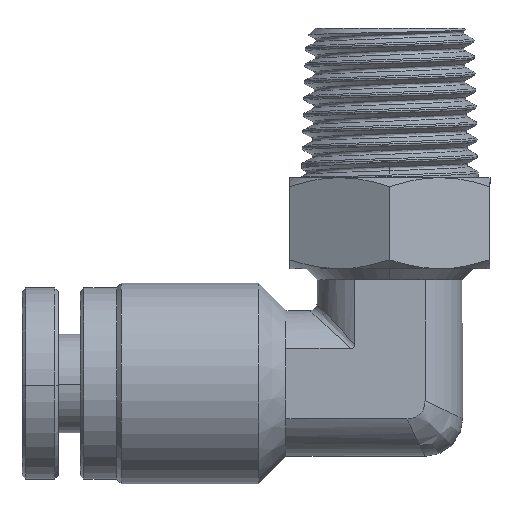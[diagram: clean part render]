
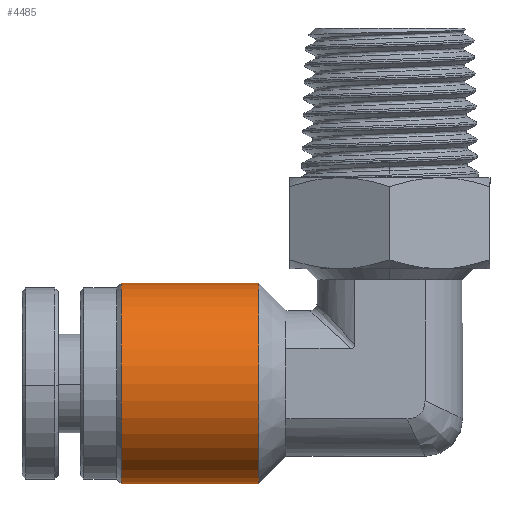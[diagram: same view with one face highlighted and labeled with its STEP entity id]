
A CAD part, left-side view. The second image highlights one B-rep face of the part: STEP entity #4485.
In plain terms, the highlighted cylindrical face has radius 5.5 mm (diameter 11 mm), a partial arc.
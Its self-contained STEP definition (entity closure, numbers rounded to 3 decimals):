
#86 = VERTEX_POINT ( 'NONE', #25582 ) ;
#291 = VERTEX_POINT ( 'NONE', #11300 ) ;
#938 = DIRECTION ( 'NONE',  ( 0., 0., 1. ) ) ;
#1476 = DIRECTION ( 'NONE',  ( 0., -1., 0. ) ) ;
#2209 = DIRECTION ( 'NONE',  ( 0., -1., 0. ) ) ;
#3383 = ORIENTED_EDGE ( 'NONE', *, *, #17817, .T. ) ;
#3925 = ORIENTED_EDGE ( 'NONE', *, *, #18689, .F. ) ;
#4349 = CIRCLE ( 'NONE', #5208, 5.5 ) ;
#4485 = ADVANCED_FACE ( 'NONE', ( #7671 ), #20760, .T. ) ;
#4655 = CIRCLE ( 'NONE', #25970, 5.5 ) ;
#5153 = CARTESIAN_POINT ( 'NONE',  ( 0., -0.02, 0. ) ) ;
#5208 = AXIS2_PLACEMENT_3D ( 'NONE', #5153, #19434, #7195 ) ;
#5430 = AXIS2_PLACEMENT_3D ( 'NONE', #14395, #2209, #20663 ) ;
#7195 = DIRECTION ( 'NONE',  ( 0., 0., 1. ) ) ;
#7671 = FACE_OUTER_BOUND ( 'NONE', #18361, .T. ) ;
#8524 = CARTESIAN_POINT ( 'NONE',  ( 0., -0.02, -5.5 ) ) ;
#10039 = DIRECTION ( 'NONE',  ( 0., -1., 0. ) ) ;
#11300 = CARTESIAN_POINT ( 'NONE',  ( 0., 7.53, 5.5 ) ) ;
#11878 = VECTOR ( 'NONE', #10039, 1000. ) ;
#12453 = EDGE_CURVE ( 'NONE', #291, #14098, #4655, .T. ) ;
#13141 = DIRECTION ( 'NONE',  ( 0., -1., 0. ) ) ;
#14070 = CARTESIAN_POINT ( 'NONE',  ( 0., 9.78, -5.5 ) ) ;
#14098 = VERTEX_POINT ( 'NONE', #25669 ) ;
#14395 = CARTESIAN_POINT ( 'NONE',  ( 0., 9.78, 0. ) ) ;
#14401 = EDGE_CURVE ( 'NONE', #14098, #18973, #17344, .T. ) ;
#15727 = CARTESIAN_POINT ( 'NONE',  ( 0., 9.78, 5.5 ) ) ;
#16119 = LINE ( 'NONE', #15727, #21576 ) ;
#17344 = LINE ( 'NONE', #14070, #11878 ) ;
#17817 = EDGE_CURVE ( 'NONE', #18973, #86, #4349, .T. ) ;
#18361 = EDGE_LOOP ( 'NONE', ( #3925, #24877, #21869, #3383 ) ) ;
#18689 = EDGE_CURVE ( 'NONE', #291, #86, #16119, .T. ) ;
#18973 = VERTEX_POINT ( 'NONE', #8524 ) ;
#19434 = DIRECTION ( 'NONE',  ( 0., 1., 0. ) ) ;
#20663 = DIRECTION ( 'NONE',  ( 0., 0., -1. ) ) ;
#20760 = CYLINDRICAL_SURFACE ( 'NONE', #5430, 5.5 ) ;
#21576 = VECTOR ( 'NONE', #1476, 1000. ) ;
#21869 = ORIENTED_EDGE ( 'NONE', *, *, #14401, .T. ) ;
#24877 = ORIENTED_EDGE ( 'NONE', *, *, #12453, .T. ) ;
#25406 = CARTESIAN_POINT ( 'NONE',  ( 0., 7.53, 0. ) ) ;
#25582 = CARTESIAN_POINT ( 'NONE',  ( 0., -0.02, 5.5 ) ) ;
#25669 = CARTESIAN_POINT ( 'NONE',  ( 0., 7.53, -5.5 ) ) ;
#25970 = AXIS2_PLACEMENT_3D ( 'NONE', #25406, #13141, #938 ) ;
